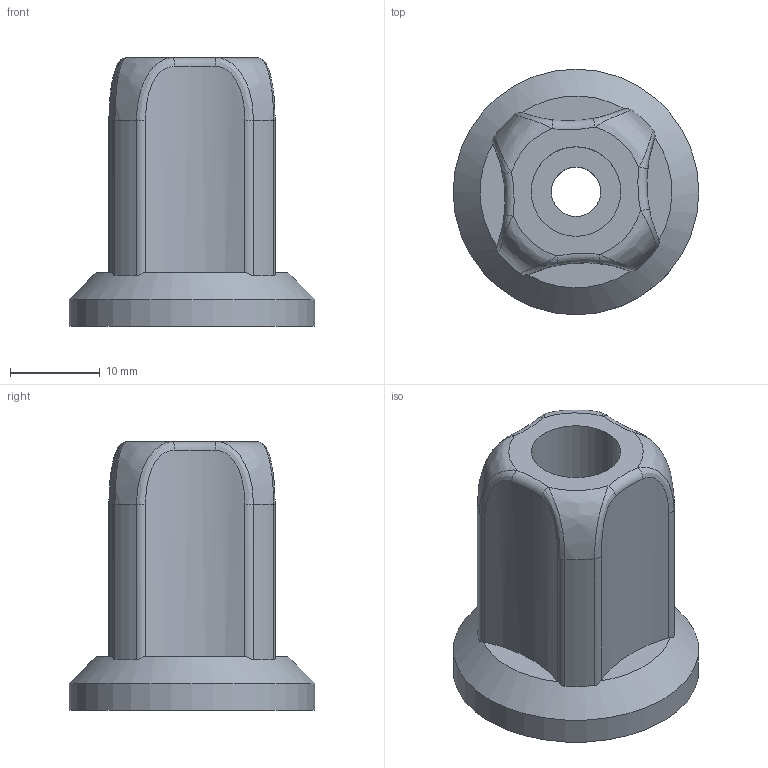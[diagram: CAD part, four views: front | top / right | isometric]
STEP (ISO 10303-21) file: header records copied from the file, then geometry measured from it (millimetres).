
FILE_DESCRIPTION(/* description */ (''),/* implementation_level */ '2;1');
FILE_NAME(/* name */ 'ENS_purge_Valve_mini_D65 v4.step',/* time_stamp */ '2021-11-11T10:51:52+01:00',/* author */ (''),/* organization */ (''),/* preprocessor_version */ 'ST-DEVELOPER v18.1',/* originating_system */ 'Autodesk Translation Framework v10.10.0.1391',/* authorisation */ '');
FILE_SCHEMA (('AUTOMOTIVE_DESIGN { 1 0 10303 214 3 1 1 }'));
Length unit declared in the file: millimetre
Products named in the file (1): ENS_purge_Valve_mini_D65
Bounding box: 27.4 x 27.4 x 30 mm (x, y, z)
Volume: 7836.5 mm3; surface area: 3787.4 mm2
Topology: 1 solids, 1 shells, 45 faces, 106 edges, 65 vertices
Faces by surface type: cylinder 20, bspline 12, plane 8, torus 4, cone 1
Full cylindrical faces by diameter (mm): 5.5 x1, 10 x1, 16.9 x1, 27.4 x1
Entity records: 2236 total; most frequent: CARTESIAN_POINT 1199, ORIENTED_EDGE 212, DIRECTION 211, EDGE_CURVE 106, AXIS2_PLACEMENT_3D 95, VERTEX_POINT 65, CIRCLE 61, EDGE_LOOP 49
